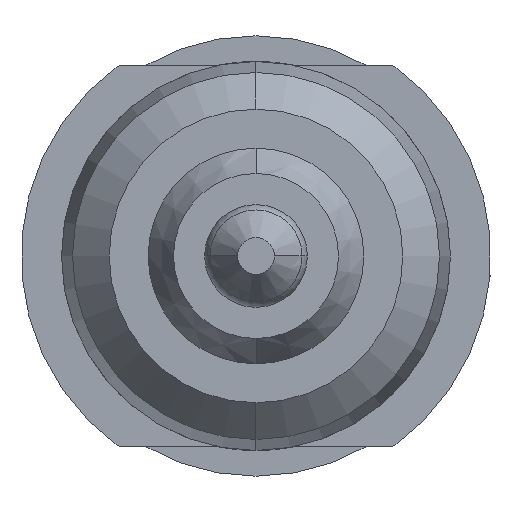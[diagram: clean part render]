
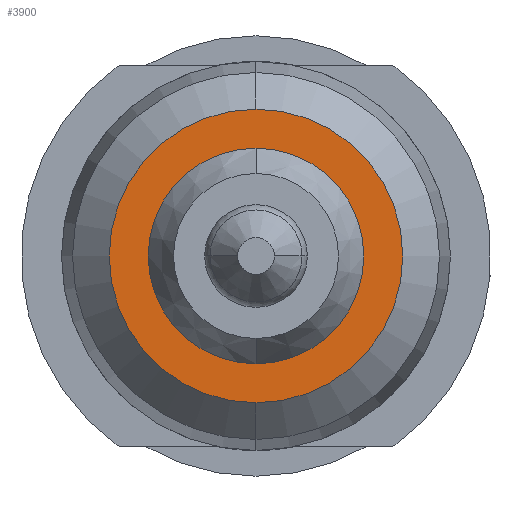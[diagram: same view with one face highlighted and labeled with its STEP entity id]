
A CAD part, front view. The second image highlights one B-rep face of the part: STEP entity #3900.
In plain terms, the highlighted planar face has unit normal (0, -1, 0).
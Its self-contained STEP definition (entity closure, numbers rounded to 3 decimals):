
#64 = CARTESIAN_POINT ( 'NONE',  ( 0., -28., 0. ) ) ;
#107 = VERTEX_POINT ( 'NONE', #1632 ) ;
#132 = ORIENTED_EDGE ( 'NONE', *, *, #459, .F. ) ;
#185 = AXIS2_PLACEMENT_3D ( 'NONE', #1007, #1392, #3988 ) ;
#383 = ORIENTED_EDGE ( 'NONE', *, *, #1482, .F. ) ;
#440 = DIRECTION ( 'NONE',  ( 0., 0., -1. ) ) ;
#453 = CIRCLE ( 'NONE', #2431, 1. ) ;
#455 = ORIENTED_EDGE ( 'NONE', *, *, #3260, .F. ) ;
#459 = EDGE_CURVE ( 'Defeature ausgef�hrt1_13+Defeature ausgef�hrt1_2+Defeature ausgef�hrt1_2+Defeature ausgef�hrt1_2', #2835, #2386, #453, .T. ) ;
#537 = ORIENTED_EDGE ( 'NONE', *, *, #4548, .F. ) ;
#1007 = CARTESIAN_POINT ( 'NONE',  ( 0., -28., 0. ) ) ;
#1018 = PLANE ( 'NONE',  #4691 ) ;
#1079 = DIRECTION ( 'NONE',  ( -1., 0., 0. ) ) ;
#1119 = AXIS2_PLACEMENT_3D ( 'NONE', #3696, #3314, #1079 ) ;
#1215 = CIRCLE ( 'NONE', #1119, 0.735 ) ;
#1392 = DIRECTION ( 'NONE',  ( 0., -1., 0. ) ) ;
#1482 = EDGE_CURVE ( 'Defeature ausgef�hrt1_13+Defeature ausgef�hrt1_2+Defeature ausgef�hrt1_2+Defeature ausgef�hrt1_2', #2386, #2835, #3502, .T. ) ;
#1538 = CARTESIAN_POINT ( 'NONE',  ( 0., -28., 0. ) ) ;
#1632 = CARTESIAN_POINT ( 'NONE',  ( 0., -28., 0.735 ) ) ;
#1748 = VERTEX_POINT ( 'NONE', #3447 ) ;
#1761 = FACE_BOUND ( 'NONE', #3803, .T. ) ;
#2132 = DIRECTION ( 'NONE',  ( 0., 1., 0. ) ) ;
#2151 = CARTESIAN_POINT ( 'NONE',  ( -1., -28., 0. ) ) ;
#2321 = DIRECTION ( 'NONE',  ( 0., 1., 0. ) ) ;
#2386 = VERTEX_POINT ( 'NONE', #2829 ) ;
#2431 = AXIS2_PLACEMENT_3D ( 'NONE', #1538, #2321, #3074 ) ;
#2717 = AXIS2_PLACEMENT_3D ( 'NONE', #64, #4148, #440 ) ;
#2829 = CARTESIAN_POINT ( 'NONE',  ( 0., -28., -1. ) ) ;
#2835 = VERTEX_POINT ( 'NONE', #4045 ) ;
#3074 = DIRECTION ( 'NONE',  ( 0., 0., -1. ) ) ;
#3260 = EDGE_CURVE ( 'Defeature ausgef�hrt1_26+Defeature ausgef�hrt1_2+Defeature ausgef�hrt1_2+Defeature ausgef�hrt1_2', #107, #1748, #4781, .T. ) ;
#3275 = EDGE_LOOP ( 'NONE', ( #383, #132 ) ) ;
#3314 = DIRECTION ( 'NONE',  ( 0., -1., 0. ) ) ;
#3447 = CARTESIAN_POINT ( 'NONE',  ( 0., -28., -0.735 ) ) ;
#3502 = CIRCLE ( 'NONE', #2717, 1. ) ;
#3696 = CARTESIAN_POINT ( 'NONE',  ( 0., -28., 0. ) ) ;
#3723 = FACE_OUTER_BOUND ( 'NONE', #3275, .T. ) ;
#3803 = EDGE_LOOP ( 'NONE', ( #455, #537 ) ) ;
#3900 = ADVANCED_FACE ( 'Defeature ausgef�hrt1_2', ( #1761, #3723 ), #1018, .F. ) ;
#3988 = DIRECTION ( 'NONE',  ( -1., 0., 0. ) ) ;
#4045 = CARTESIAN_POINT ( 'NONE',  ( 0., -28., 1. ) ) ;
#4148 = DIRECTION ( 'NONE',  ( 0., 1., 0. ) ) ;
#4312 = DIRECTION ( 'NONE',  ( 0., 0., -1. ) ) ;
#4548 = EDGE_CURVE ( 'Defeature ausgef�hrt1_26+Defeature ausgef�hrt1_2+Defeature ausgef�hrt1_2+Defeature ausgef�hrt1_2', #1748, #107, #1215, .T. ) ;
#4691 = AXIS2_PLACEMENT_3D ( 'NONE', #2151, #2132, #4312 ) ;
#4781 = CIRCLE ( 'NONE', #185, 0.735 ) ;
